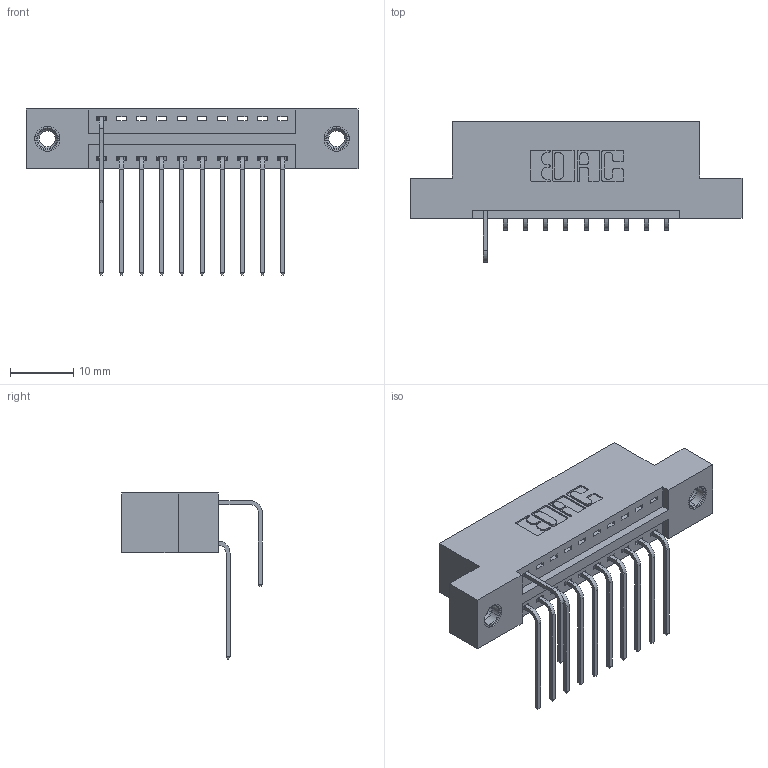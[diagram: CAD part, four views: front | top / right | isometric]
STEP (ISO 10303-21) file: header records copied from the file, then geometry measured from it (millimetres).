
FILE_DESCRIPTION (( 'STEP AP203' ), '1' );
FILE_NAME ('346-020-558-207.STEP', '2018-08-20T22:10:02', ( '' ), ( '' ), 'SwSTEP 2.0', 'SolidWorks 2016', '' );
FILE_SCHEMA (( 'CONFIG_CONTROL_DESIGN' ));
Length unit declared in the file: inch
Products named in the file (5): 346 Part_Flush Mounting Lugs - 0.156 Dia-TI; 345-292-001_558 559 Tail - 1; 345-292-001_558 Tail - 2; 345-250-001_345-250-005-103; 346-020-558-207
Assembly tree (14 placements, depth 2):
  346-020-558-207
    346 Part_Flush Mounting Lugs - 0.156 Dia-TI
    345-292-001_558 559 Tail - 1  x10
    345-292-001_558 Tail - 2
    345-250-001_345-250-005-103  x2
Bounding box: 52.32 x 22.16 x 26.16 mm (x, y, z)
Volume: 4822.7 mm3; surface area: 5997.2 mm2
Topology: 14 solids, 14 shells, 830 faces, 2425 edges, 1594 vertices
Faces by surface type: plane 560, cylinder 254, cone 12, torus 4
Entity records: 13516 total; most frequent: CARTESIAN_POINT 2345, ORIENTED_EDGE 2230, DIRECTION 2107, EDGE_CURVE 1115, VECTOR 883, LINE 883, VERTEX_POINT 736, AXIS2_PLACEMENT_3D 612
